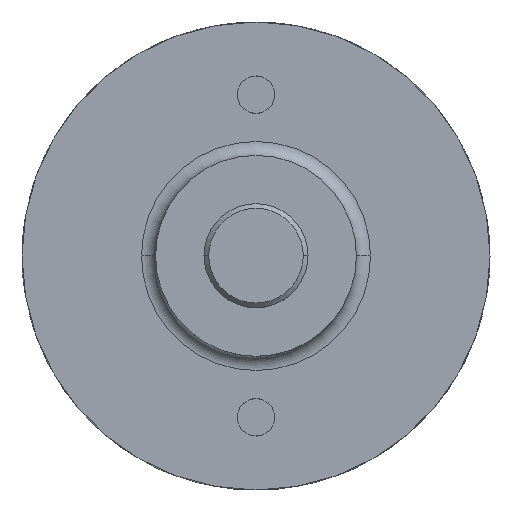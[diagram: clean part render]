
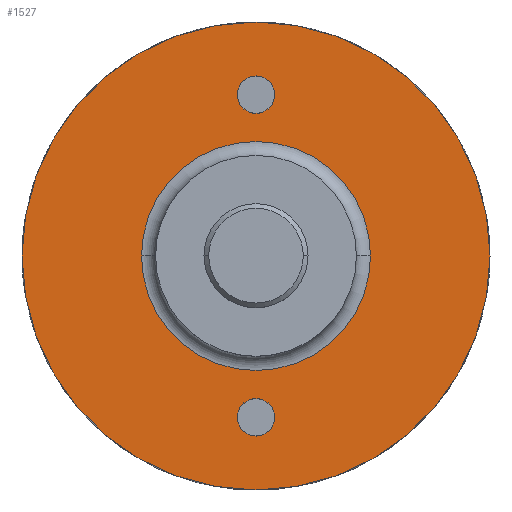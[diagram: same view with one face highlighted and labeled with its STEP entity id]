
A CAD part, top view. The second image highlights one B-rep face of the part: STEP entity #1527.
In plain terms, the highlighted planar face has unit normal (0, 0, 1).
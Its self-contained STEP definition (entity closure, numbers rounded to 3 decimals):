
#68 = VERTEX_POINT ( 'NONE', #1023 ) ;
#83 = EDGE_CURVE ( 'NONE', #963, #758, #1642, .T. ) ;
#100 = CIRCLE ( 'NONE', #947, 50. ) ;
#125 = ORIENTED_EDGE ( 'NONE', *, *, #83, .F. ) ;
#129 = VERTEX_POINT ( 'NONE', #1187 ) ;
#159 = ORIENTED_EDGE ( 'NONE', *, *, #489, .F. ) ;
#167 = CARTESIAN_POINT ( 'NONE',  ( 0., 0., 38. ) ) ;
#187 = AXIS2_PLACEMENT_3D ( 'NONE', #1658, #1013, #693 ) ;
#204 = ORIENTED_EDGE ( 'NONE', *, *, #254, .T. ) ;
#228 = AXIS2_PLACEMENT_3D ( 'NONE', #640, #799, #323 ) ;
#238 = CARTESIAN_POINT ( 'NONE',  ( 0., 0., 38. ) ) ;
#254 = EDGE_CURVE ( 'NONE', #1770, #1853, #1464, .T. ) ;
#258 = AXIS2_PLACEMENT_3D ( 'NONE', #667, #1646, #990 ) ;
#295 = EDGE_CURVE ( 'NONE', #1853, #1770, #698, .T. ) ;
#320 = DIRECTION ( 'NONE',  ( 1., 0., 0. ) ) ;
#323 = DIRECTION ( 'NONE',  ( -1., 0., 0. ) ) ;
#327 = ORIENTED_EDGE ( 'NONE', *, *, #295, .T. ) ;
#351 = CIRCLE ( 'NONE', #1974, 4. ) ;
#367 = EDGE_CURVE ( 'NONE', #758, #963, #100, .T. ) ;
#379 = CARTESIAN_POINT ( 'NONE',  ( 24.463, 0., 38. ) ) ;
#402 = FACE_BOUND ( 'NONE', #2083, .T. ) ;
#489 = EDGE_CURVE ( 'NONE', #1879, #129, #1133, .T. ) ;
#563 = DIRECTION ( 'NONE',  ( -1., 0., 0. ) ) ;
#622 = CARTESIAN_POINT ( 'NONE',  ( -4., 34.473, 38. ) ) ;
#633 = DIRECTION ( 'NONE',  ( 0., 0., -1. ) ) ;
#640 = CARTESIAN_POINT ( 'NONE',  ( 0., 0., 38. ) ) ;
#667 = CARTESIAN_POINT ( 'NONE',  ( 0., 34.473, 38. ) ) ;
#693 = DIRECTION ( 'NONE',  ( -1., 0., 0. ) ) ;
#698 = CIRCLE ( 'NONE', #228, 24.463 ) ;
#716 = EDGE_CURVE ( 'NONE', #129, #1879, #351, .T. ) ;
#733 = CIRCLE ( 'NONE', #987, 4. ) ;
#758 = VERTEX_POINT ( 'NONE', #1202 ) ;
#761 = FACE_BOUND ( 'NONE', #1194, .T. ) ;
#799 = DIRECTION ( 'NONE',  ( 0., 0., -1. ) ) ;
#813 = DIRECTION ( 'NONE',  ( -1., 0., 0. ) ) ;
#854 = DIRECTION ( 'NONE',  ( 0., 0., -1. ) ) ;
#937 = VERTEX_POINT ( 'NONE', #1285 ) ;
#938 = CIRCLE ( 'NONE', #1681, 4. ) ;
#947 = AXIS2_PLACEMENT_3D ( 'NONE', #1189, #854, #813 ) ;
#963 = VERTEX_POINT ( 'NONE', #2069 ) ;
#969 = EDGE_LOOP ( 'NONE', ( #125, #1067 ) ) ;
#987 = AXIS2_PLACEMENT_3D ( 'NONE', #1280, #633, #320 ) ;
#990 = DIRECTION ( 'NONE',  ( 1., 0., 0. ) ) ;
#1013 = DIRECTION ( 'NONE',  ( 0., 0., -1. ) ) ;
#1023 = CARTESIAN_POINT ( 'NONE',  ( -4., -34.473, 38. ) ) ;
#1026 = DIRECTION ( 'NONE',  ( 0., 0., 1. ) ) ;
#1059 = FACE_BOUND ( 'NONE', #1456, .T. ) ;
#1067 = ORIENTED_EDGE ( 'NONE', *, *, #367, .F. ) ;
#1078 = DIRECTION ( 'NONE',  ( 0., 0., -1. ) ) ;
#1133 = CIRCLE ( 'NONE', #258, 4. ) ;
#1138 = FACE_OUTER_BOUND ( 'NONE', #969, .T. ) ;
#1159 = ORIENTED_EDGE ( 'NONE', *, *, #1278, .T. ) ;
#1187 = CARTESIAN_POINT ( 'NONE',  ( 4., 34.473, 38. ) ) ;
#1189 = CARTESIAN_POINT ( 'NONE',  ( 0., 0., 38. ) ) ;
#1194 = EDGE_LOOP ( 'NONE', ( #1282, #159 ) ) ;
#1202 = CARTESIAN_POINT ( 'NONE',  ( 50., 0., 38. ) ) ;
#1260 = CARTESIAN_POINT ( 'NONE',  ( -24.463, 0., 38. ) ) ;
#1278 = EDGE_CURVE ( 'NONE', #68, #937, #938, .T. ) ;
#1280 = CARTESIAN_POINT ( 'NONE',  ( 0., -34.473, 38. ) ) ;
#1282 = ORIENTED_EDGE ( 'NONE', *, *, #716, .F. ) ;
#1285 = CARTESIAN_POINT ( 'NONE',  ( 4., -34.473, 38. ) ) ;
#1296 = AXIS2_PLACEMENT_3D ( 'NONE', #167, #1304, #1483 ) ;
#1304 = DIRECTION ( 'NONE',  ( 0., 0., -1. ) ) ;
#1336 = DIRECTION ( 'NONE',  ( 1., 0., 0. ) ) ;
#1351 = DIRECTION ( 'NONE',  ( 0., 0., -1. ) ) ;
#1353 = ORIENTED_EDGE ( 'NONE', *, *, #1407, .T. ) ;
#1389 = CARTESIAN_POINT ( 'NONE',  ( 0., -34.473, 38. ) ) ;
#1407 = EDGE_CURVE ( 'NONE', #937, #68, #733, .T. ) ;
#1456 = EDGE_LOOP ( 'NONE', ( #1353, #1159 ) ) ;
#1464 = CIRCLE ( 'NONE', #187, 24.463 ) ;
#1483 = DIRECTION ( 'NONE',  ( -1., 0., 0. ) ) ;
#1527 = ADVANCED_FACE ( 'NONE', ( #1059, #761, #402, #1138 ), #1796, .F. ) ;
#1642 = CIRCLE ( 'NONE', #1760, 50. ) ;
#1646 = DIRECTION ( 'NONE',  ( 0., 0., 1. ) ) ;
#1658 = CARTESIAN_POINT ( 'NONE',  ( 0., 0., 38. ) ) ;
#1681 = AXIS2_PLACEMENT_3D ( 'NONE', #1389, #1078, #1915 ) ;
#1760 = AXIS2_PLACEMENT_3D ( 'NONE', #238, #1351, #563 ) ;
#1770 = VERTEX_POINT ( 'NONE', #1260 ) ;
#1796 = PLANE ( 'NONE',  #1296 ) ;
#1853 = VERTEX_POINT ( 'NONE', #379 ) ;
#1865 = CARTESIAN_POINT ( 'NONE',  ( 0., 34.473, 38. ) ) ;
#1879 = VERTEX_POINT ( 'NONE', #622 ) ;
#1915 = DIRECTION ( 'NONE',  ( 1., 0., 0. ) ) ;
#1974 = AXIS2_PLACEMENT_3D ( 'NONE', #1865, #1026, #1336 ) ;
#2069 = CARTESIAN_POINT ( 'NONE',  ( -50., 0., 38. ) ) ;
#2083 = EDGE_LOOP ( 'NONE', ( #204, #327 ) ) ;
